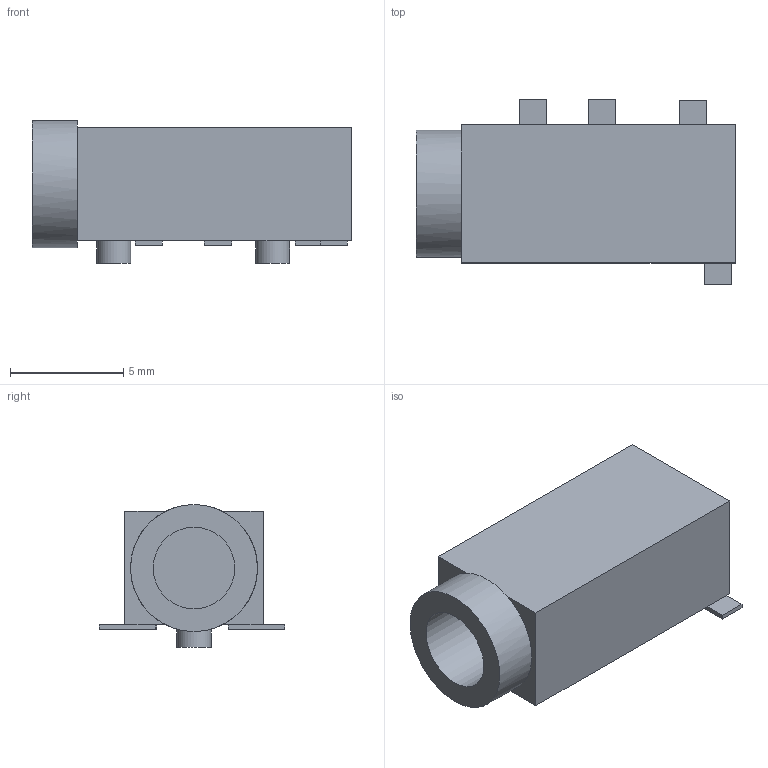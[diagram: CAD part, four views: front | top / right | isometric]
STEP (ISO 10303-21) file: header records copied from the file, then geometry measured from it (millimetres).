
FILE_DESCRIPTION(('FreeCAD Model'),'2;1');
FILE_NAME('Stereo Socket 3.5mm SMD.step', '2019-04-11T15:55:28',('Author'),(''), 'Open CASCADE STEP processor 7.2','FreeCAD','Unknown');
FILE_SCHEMA(('AUTOMOTIVE_DESIGN { 1 0 10303 214 1 1 1 1 }'));
Length unit declared in the file: millimetre
Products named in the file (1): components_v19
Bounding box: 14.1 x 8.18 x 6.3 mm (x, y, z)
Volume: 302.1 mm3; surface area: 528.2 mm2
Topology: 1 solids, 1 shells, 41 faces, 96 edges, 60 vertices
Faces by surface type: plane 37, cylinder 4
Full cylindrical faces by diameter (mm): 1.5 x2, 3.6 x1, 5.6 x1
Entity records: 2430 total; most frequent: CARTESIAN_POINT 420, DIRECTION 379, LINE 264, VECTOR 264, ORIENTED_EDGE 192, PCURVE 192, DEFINITIONAL_REPRESENTATION 192, EDGE_CURVE 96
